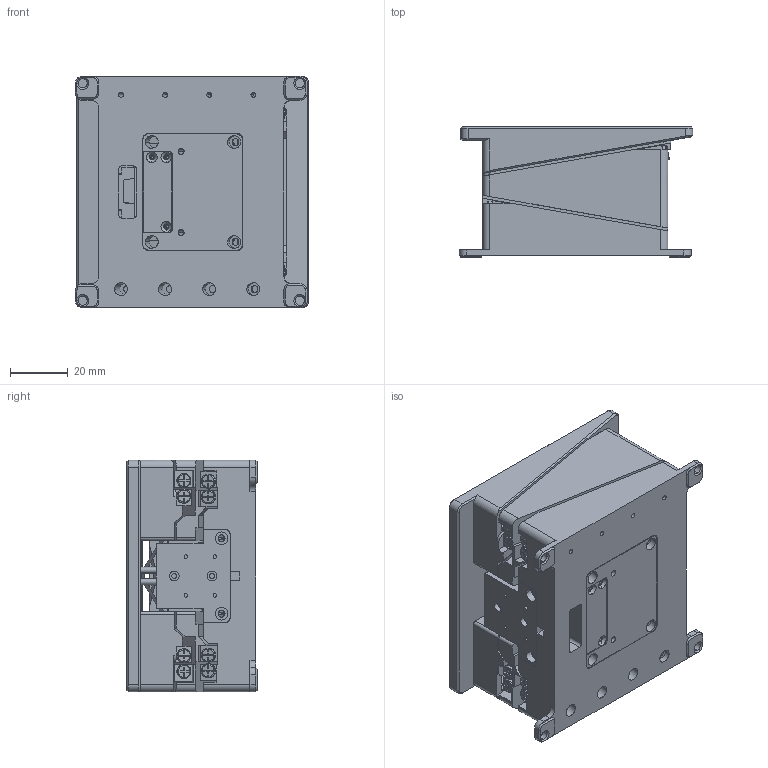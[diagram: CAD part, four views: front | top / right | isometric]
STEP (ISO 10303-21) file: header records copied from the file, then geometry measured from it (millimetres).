
FILE_DESCRIPTION (( 'STEP AP214' ), '1' );
FILE_NAME ('LS80z.Lab.STEP', '2024-05-21T08:12:27', ( 'Windows User' ), ( 'P R C' ), 'SwSTEP 2.0', 'SolidWorks 2020', '' );
FILE_SCHEMA (( 'AUTOMOTIVE_DESIGN' ));
Length unit declared in the file: millimetre
Products named in the file (1): LS80z.Lab
Bounding box: 80.5 x 45 x 80 mm (x, y, z)
Surface area: 58182.3 mm2 (no closed solid volume)
Topology: 0 solids, 33 shells, 820 faces, 3180 edges, 2366 vertices
Faces by surface type: plane 499, cylinder 208, cone 52, torus 32, bspline 29
Entity records: 49193 total; most frequent: CARTESIAN_POINT 14854, ORIENTED_EDGE 5028, DIRECTION 4694, EDGE_CURVE 3180, VERTEX_POINT 2366, VECTOR 1936, LINE 1936, AXIS2_PLACEMENT_3D 1379
